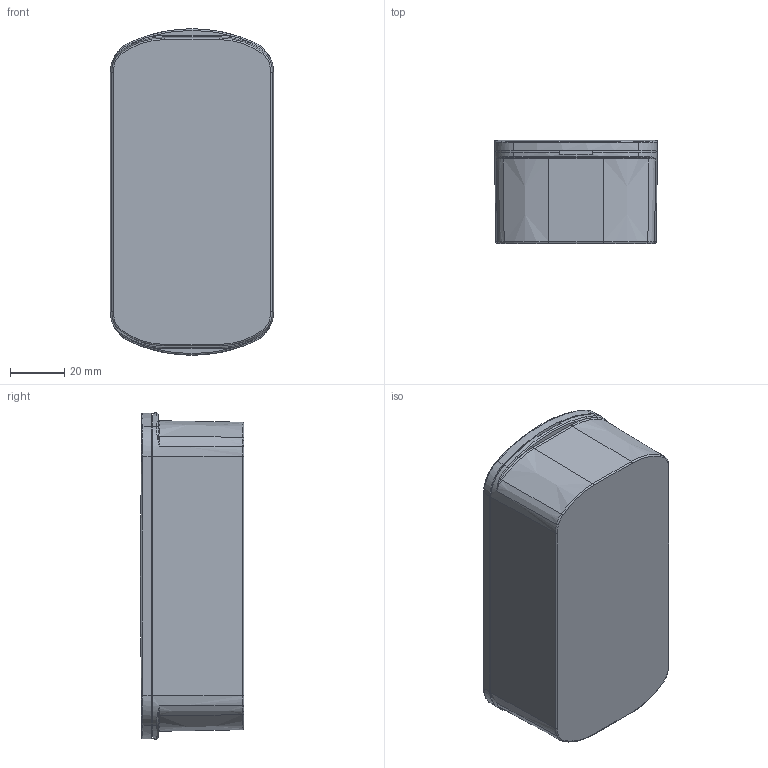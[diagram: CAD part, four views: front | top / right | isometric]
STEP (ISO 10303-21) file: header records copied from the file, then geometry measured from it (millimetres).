
FILE_DESCRIPTION(/* description */ (''),/* implementation_level */ '2;1');
FILE_NAME(/* name */ 'SIC6-12-4.stp',/* time_stamp */ '2025-01-31T10:57:06+09:00',/* author */ ('TK339'),/* organization */ (''),/* preprocessor_version */ 'ST-DEVELOPER v20',/* originating_system */ 'Autodesk Inventor 2024',/* authorisation */ '');
FILE_SCHEMA (('AUTOMOTIVE_DESIGN { 1 0 10303 214 3 1 1 }'));
Products named in the file (3): SIC6-12-4_HP用; 6065_上カバー; 60120下カバー_38
Assembly tree (2 placements, depth 2):
  SIC6-12-4_HP用
    6065_上カバー
    60120下カバー_38
Bounding box: 60 x 38 x 119.93 mm (x, y, z)
Volume: 50270.2 mm3; surface area: 50408.4 mm2
Topology: 2 solids, 2 shells, 912 faces, 2314 edges, 1467 vertices
Faces by surface type: plane 503, cylinder 109, bspline 106, cone 86, torus 68, sphere 40
Full cylindrical faces by diameter (mm): 6 x1, 6.5 x1
Entity records: 28693 total; most frequent: CARTESIAN_POINT 6974, ORIENTED_EDGE 4616, DIRECTION 4249, EDGE_CURVE 2308, LINE 1529, VECTOR 1529, VERTEX_POINT 1467, AXIS2_PLACEMENT_3D 1360
